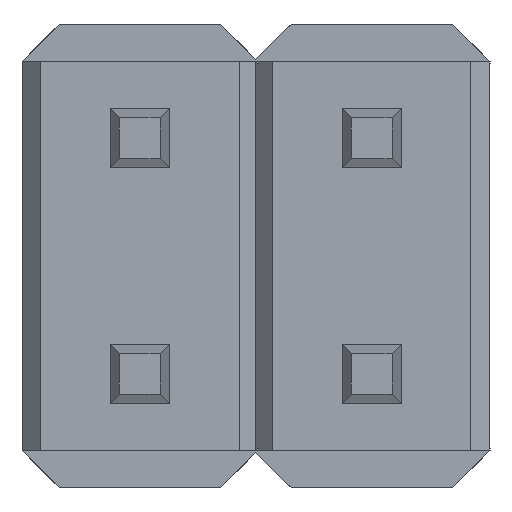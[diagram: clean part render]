
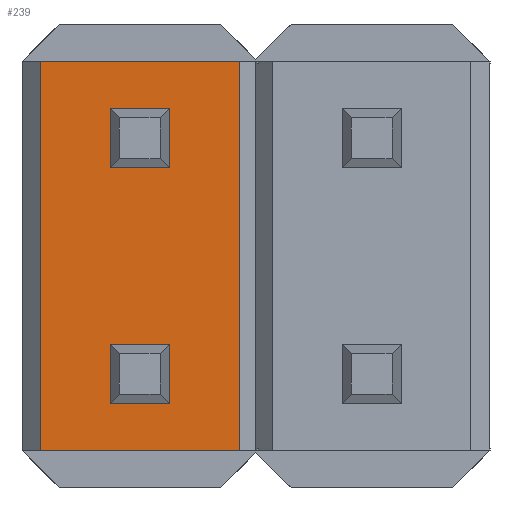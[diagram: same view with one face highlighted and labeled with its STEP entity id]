
A CAD part, front view. The second image highlights one B-rep face of the part: STEP entity #239.
In plain terms, the highlighted planar face has unit normal (0, -1, 0).
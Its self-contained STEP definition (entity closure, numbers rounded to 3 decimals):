
#101 = ORIENTED_EDGE ( 'NONE', *, *, #1851, .T. ) ;
#183 = VECTOR ( 'NONE', #2281, 1000. ) ;
#184 = CARTESIAN_POINT ( 'NONE',  ( 0.32, 0.54, 0.95 ) ) ;
#203 = ORIENTED_EDGE ( 'NONE', *, *, #458, .T. ) ;
#239 = ADVANCED_FACE ( 'NONE', ( #2757, #702, #1426 ), #523, .F. ) ;
#278 = CARTESIAN_POINT ( 'NONE',  ( -1.07, 0.54, 2.1 ) ) ;
#351 = VERTEX_POINT ( 'NONE', #1787 ) ;
#408 = CARTESIAN_POINT ( 'NONE',  ( -0.32, 0.54, -0.95 ) ) ;
#432 = CARTESIAN_POINT ( 'NONE',  ( -0.32, 0.54, 0.95 ) ) ;
#446 = LINE ( 'NONE', #2785, #1645 ) ;
#458 = EDGE_CURVE ( 'NONE', #2800, #571, #2795, .T. ) ;
#464 = CARTESIAN_POINT ( 'NONE',  ( -0.32, 0.54, -1.59 ) ) ;
#488 = CARTESIAN_POINT ( 'NONE',  ( -1.27, 0.54, 2.1 ) ) ;
#500 = ORIENTED_EDGE ( 'NONE', *, *, #2610, .T. ) ;
#523 = PLANE ( 'NONE',  #1751 ) ;
#552 = DIRECTION ( 'NONE',  ( -1., 0., 0. ) ) ;
#571 = VERTEX_POINT ( 'NONE', #1403 ) ;
#576 = DIRECTION ( 'NONE',  ( 1., 0., 0. ) ) ;
#604 = CARTESIAN_POINT ( 'NONE',  ( -1.07, 0.54, -2.1 ) ) ;
#664 = DIRECTION ( 'NONE',  ( 0., 0., -1. ) ) ;
#686 = ORIENTED_EDGE ( 'NONE', *, *, #1741, .F. ) ;
#702 = FACE_BOUND ( 'NONE', #708, .T. ) ;
#708 = EDGE_LOOP ( 'NONE', ( #101, #2518, #3350, #203 ) ) ;
#726 = CARTESIAN_POINT ( 'NONE',  ( 1.07, 0.54, -2.1 ) ) ;
#756 = VERTEX_POINT ( 'NONE', #3144 ) ;
#762 = DIRECTION ( 'NONE',  ( 0., 1., 0. ) ) ;
#783 = LINE ( 'NONE', #2404, #2137 ) ;
#805 = VERTEX_POINT ( 'NONE', #464 ) ;
#815 = VERTEX_POINT ( 'NONE', #2348 ) ;
#880 = LINE ( 'NONE', #2737, #1508 ) ;
#955 = DIRECTION ( 'NONE',  ( 0., 0., 1. ) ) ;
#962 = VERTEX_POINT ( 'NONE', #2201 ) ;
#979 = CARTESIAN_POINT ( 'NONE',  ( -1.07, 0.54, -2.1 ) ) ;
#1028 = ORIENTED_EDGE ( 'NONE', *, *, #2185, .T. ) ;
#1066 = DIRECTION ( 'NONE',  ( 1., 0., 0. ) ) ;
#1071 = CARTESIAN_POINT ( 'NONE',  ( -0.32, 0.54, 0.95 ) ) ;
#1072 = LINE ( 'NONE', #1258, #1716 ) ;
#1124 = EDGE_LOOP ( 'NONE', ( #1028, #1534, #3387, #500 ) ) ;
#1177 = VECTOR ( 'NONE', #3330, 1000. ) ;
#1258 = CARTESIAN_POINT ( 'NONE',  ( -0.32, 0.54, 0.95 ) ) ;
#1399 = VERTEX_POINT ( 'NONE', #1756 ) ;
#1403 = CARTESIAN_POINT ( 'NONE',  ( 0.32, 0.54, 0.95 ) ) ;
#1426 = FACE_OUTER_BOUND ( 'NONE', #2066, .T. ) ;
#1432 = VERTEX_POINT ( 'NONE', #2245 ) ;
#1459 = VECTOR ( 'NONE', #576, 1000. ) ;
#1465 = VECTOR ( 'NONE', #1619, 1000. ) ;
#1495 = EDGE_CURVE ( 'NONE', #815, #2800, #2582, .T. ) ;
#1508 = VECTOR ( 'NONE', #2999, 1000. ) ;
#1534 = ORIENTED_EDGE ( 'NONE', *, *, #2047, .T. ) ;
#1605 = ORIENTED_EDGE ( 'NONE', *, *, #2978, .F. ) ;
#1619 = DIRECTION ( 'NONE',  ( 0., 0., -1. ) ) ;
#1622 = EDGE_CURVE ( 'NONE', #1399, #962, #3344, .T. ) ;
#1645 = VECTOR ( 'NONE', #664, 1000. ) ;
#1716 = VECTOR ( 'NONE', #2851, 1000. ) ;
#1741 = EDGE_CURVE ( 'NONE', #2548, #962, #2835, .T. ) ;
#1751 = AXIS2_PLACEMENT_3D ( 'NONE', #488, #762, #2364 ) ;
#1756 = CARTESIAN_POINT ( 'NONE',  ( 1.07, 0.54, -2.1 ) ) ;
#1787 = CARTESIAN_POINT ( 'NONE',  ( 0.32, 0.54, -1.59 ) ) ;
#1804 = VECTOR ( 'NONE', #552, 1000. ) ;
#1851 = EDGE_CURVE ( 'NONE', #571, #3250, #2576, .T. ) ;
#1932 = CARTESIAN_POINT ( 'NONE',  ( -0.32, 0.54, -0.95 ) ) ;
#2047 = EDGE_CURVE ( 'NONE', #351, #805, #880, .T. ) ;
#2066 = EDGE_LOOP ( 'NONE', ( #2301, #3086, #686, #1605 ) ) ;
#2137 = VECTOR ( 'NONE', #1066, 1000. ) ;
#2143 = VECTOR ( 'NONE', #2655, 1000. ) ;
#2185 = EDGE_CURVE ( 'NONE', #1432, #351, #446, .T. ) ;
#2201 = CARTESIAN_POINT ( 'NONE',  ( 1.07, 0.54, 2.1 ) ) ;
#2221 = EDGE_CURVE ( 'NONE', #805, #756, #2874, .T. ) ;
#2245 = CARTESIAN_POINT ( 'NONE',  ( 0.32, 0.54, -0.95 ) ) ;
#2281 = DIRECTION ( 'NONE',  ( 0., 0., 1. ) ) ;
#2301 = ORIENTED_EDGE ( 'NONE', *, *, #2820, .T. ) ;
#2302 = VERTEX_POINT ( 'NONE', #979 ) ;
#2327 = VECTOR ( 'NONE', #3011, 1000. ) ;
#2348 = CARTESIAN_POINT ( 'NONE',  ( -0.32, 0.54, 1.59 ) ) ;
#2364 = DIRECTION ( 'NONE',  ( 0., 0., 1. ) ) ;
#2382 = CARTESIAN_POINT ( 'NONE',  ( -1.27, 0.54, 2.1 ) ) ;
#2404 = CARTESIAN_POINT ( 'NONE',  ( -1.27, 0.54, -2.1 ) ) ;
#2518 = ORIENTED_EDGE ( 'NONE', *, *, #3242, .T. ) ;
#2548 = VERTEX_POINT ( 'NONE', #278 ) ;
#2576 = LINE ( 'NONE', #1071, #1804 ) ;
#2582 = LINE ( 'NONE', #3139, #1177 ) ;
#2610 = EDGE_CURVE ( 'NONE', #756, #1432, #2868, .T. ) ;
#2629 = VECTOR ( 'NONE', #955, 1000. ) ;
#2655 = DIRECTION ( 'NONE',  ( 1., 0., 0. ) ) ;
#2737 = CARTESIAN_POINT ( 'NONE',  ( -0.32, 0.54, -1.59 ) ) ;
#2757 = FACE_BOUND ( 'NONE', #1124, .T. ) ;
#2785 = CARTESIAN_POINT ( 'NONE',  ( 0.32, 0.54, -0.95 ) ) ;
#2787 = LINE ( 'NONE', #604, #2327 ) ;
#2795 = LINE ( 'NONE', #184, #1465 ) ;
#2800 = VERTEX_POINT ( 'NONE', #3200 ) ;
#2820 = EDGE_CURVE ( 'NONE', #2302, #1399, #783, .T. ) ;
#2835 = LINE ( 'NONE', #2382, #2143 ) ;
#2851 = DIRECTION ( 'NONE',  ( 0., 0., 1. ) ) ;
#2868 = LINE ( 'NONE', #1932, #1459 ) ;
#2874 = LINE ( 'NONE', #408, #183 ) ;
#2978 = EDGE_CURVE ( 'NONE', #2302, #2548, #2787, .T. ) ;
#2999 = DIRECTION ( 'NONE',  ( -1., 0., 0. ) ) ;
#3011 = DIRECTION ( 'NONE',  ( 0., 0., 1. ) ) ;
#3086 = ORIENTED_EDGE ( 'NONE', *, *, #1622, .T. ) ;
#3139 = CARTESIAN_POINT ( 'NONE',  ( -0.32, 0.54, 1.59 ) ) ;
#3144 = CARTESIAN_POINT ( 'NONE',  ( -0.32, 0.54, -0.95 ) ) ;
#3200 = CARTESIAN_POINT ( 'NONE',  ( 0.32, 0.54, 1.59 ) ) ;
#3242 = EDGE_CURVE ( 'NONE', #3250, #815, #1072, .T. ) ;
#3250 = VERTEX_POINT ( 'NONE', #432 ) ;
#3330 = DIRECTION ( 'NONE',  ( 1., 0., 0. ) ) ;
#3344 = LINE ( 'NONE', #726, #2629 ) ;
#3350 = ORIENTED_EDGE ( 'NONE', *, *, #1495, .T. ) ;
#3387 = ORIENTED_EDGE ( 'NONE', *, *, #2221, .T. ) ;
